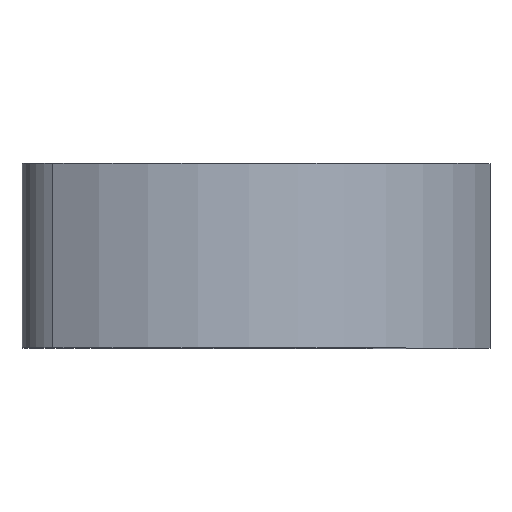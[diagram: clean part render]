
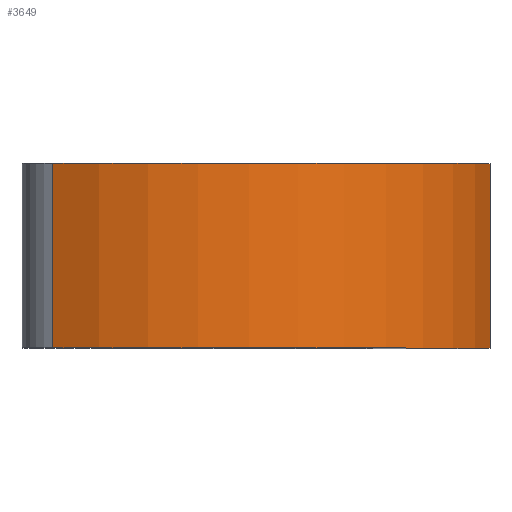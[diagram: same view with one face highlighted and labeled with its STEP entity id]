
A CAD part, top view. The second image highlights one B-rep face of the part: STEP entity #3649.
In plain terms, the highlighted cylindrical face has radius 24 mm (diameter 48 mm), a partial arc.
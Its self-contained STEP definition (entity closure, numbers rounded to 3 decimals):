
#280 = DIRECTION ( 'NONE',  ( 0., 0., 1. ) ) ;
#281 = DIRECTION ( 'NONE',  ( 0., 0., 1. ) ) ;
#446 = CARTESIAN_POINT ( 'NONE',  ( -16.892, -11.025, 68.785 ) ) ;
#459 = DIRECTION ( 'NONE',  ( 0., 0., -1. ) ) ;
#466 = CARTESIAN_POINT ( 'NONE',  ( -4.892, 3.975, 48. ) ) ;
#816 = VERTEX_POINT ( 'NONE', #2291 ) ;
#818 = ORIENTED_EDGE ( 'NONE', *, *, #2886, .T. ) ;
#904 = CYLINDRICAL_SURFACE ( 'NONE', #2637, 24. ) ;
#906 = DIRECTION ( 'NONE',  ( 0., 1., 0. ) ) ;
#1184 = VERTEX_POINT ( 'NONE', #446 ) ;
#1248 = LINE ( 'NONE', #1307, #1595 ) ;
#1307 = CARTESIAN_POINT ( 'NONE',  ( -16.892, 3.975, 68.785 ) ) ;
#1400 = CIRCLE ( 'NONE', #4028, 24. ) ;
#1595 = VECTOR ( 'NONE', #2522, 1000. ) ;
#1602 = CIRCLE ( 'NONE', #2424, 24. ) ;
#1607 = EDGE_LOOP ( 'NONE', ( #4016, #1736, #1774, #818 ) ) ;
#1736 = ORIENTED_EDGE ( 'NONE', *, *, #3866, .T. ) ;
#1773 = EDGE_CURVE ( 'NONE', #1184, #1833, #1400, .T. ) ;
#1774 = ORIENTED_EDGE ( 'NONE', *, *, #3422, .F. ) ;
#1833 = VERTEX_POINT ( 'NONE', #1838 ) ;
#1838 = CARTESIAN_POINT ( 'NONE',  ( 18.608, -11.025, 52.873 ) ) ;
#1864 = CARTESIAN_POINT ( 'NONE',  ( -4.892, 3.975, 48. ) ) ;
#2291 = CARTESIAN_POINT ( 'NONE',  ( 18.608, 3.975, 52.873 ) ) ;
#2389 = CARTESIAN_POINT ( 'NONE',  ( -16.892, 3.975, 68.785 ) ) ;
#2424 = AXIS2_PLACEMENT_3D ( 'NONE', #1864, #4023, #280 ) ;
#2522 = DIRECTION ( 'NONE',  ( 0., -1., 0. ) ) ;
#2637 = AXIS2_PLACEMENT_3D ( 'NONE', #466, #3223, #459 ) ;
#2793 = DIRECTION ( 'NONE',  ( 0., 1., 0. ) ) ;
#2886 = EDGE_CURVE ( 'NONE', #3715, #1184, #1248, .T. ) ;
#3142 = FACE_OUTER_BOUND ( 'NONE', #1607, .T. ) ;
#3223 = DIRECTION ( 'NONE',  ( 0., -1., 0. ) ) ;
#3422 = EDGE_CURVE ( 'NONE', #3715, #816, #1602, .T. ) ;
#3433 = VECTOR ( 'NONE', #2793, 1000. ) ;
#3633 = LINE ( 'NONE', #3682, #3433 ) ;
#3649 = ADVANCED_FACE ( 'NONE', ( #3142 ), #904, .T. ) ;
#3682 = CARTESIAN_POINT ( 'NONE',  ( 18.608, 3.975, 52.873 ) ) ;
#3715 = VERTEX_POINT ( 'NONE', #2389 ) ;
#3866 = EDGE_CURVE ( 'NONE', #1833, #816, #3633, .T. ) ;
#4001 = CARTESIAN_POINT ( 'NONE',  ( -4.892, -11.025, 48. ) ) ;
#4016 = ORIENTED_EDGE ( 'NONE', *, *, #1773, .T. ) ;
#4023 = DIRECTION ( 'NONE',  ( 0., 1., 0. ) ) ;
#4028 = AXIS2_PLACEMENT_3D ( 'NONE', #4001, #906, #281 ) ;
